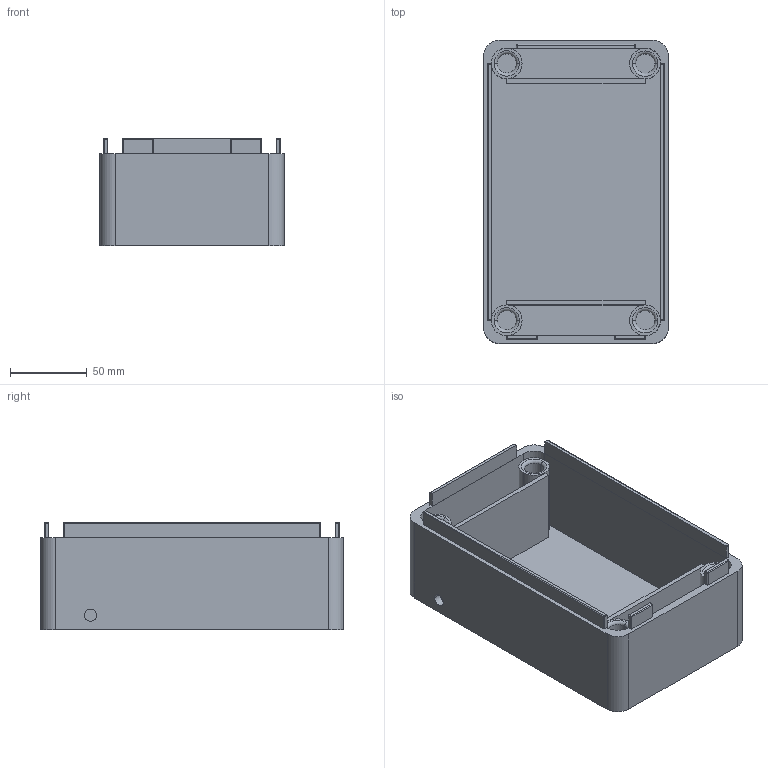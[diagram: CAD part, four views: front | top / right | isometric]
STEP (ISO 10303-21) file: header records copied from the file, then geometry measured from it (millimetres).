
FILE_DESCRIPTION((''),'2;1');
FILE_NAME('FRAME1','2020-12-06T',('JHC'),(''),'CREO PARAMETRIC BY PTC INC, 2016130','CREO PARAMETRIC BY PTC INC, 2016130','');
FILE_SCHEMA(('CONFIG_CONTROL_DESIGN'));
Length unit declared in the file: millimetre
Products named in the file (1): FRAME1
Bounding box: 120.2 x 197.3 x 70 mm (x, y, z)
Volume: 378764.7 mm3; surface area: 156138.6 mm2
Topology: 1 solids, 1 shells, 125 faces, 295 edges, 177 vertices
Faces by surface type: plane 56, cylinder 51, sphere 10, torus 8
Entity records: 3609 total; most frequent: DIRECTION 668, CARTESIAN_POINT 601, ORIENTED_EDGE 590, EDGE_CURVE 295, AXIS2_PLACEMENT_3D 249, VERTEX_POINT 177, VECTOR 170, LINE 170
